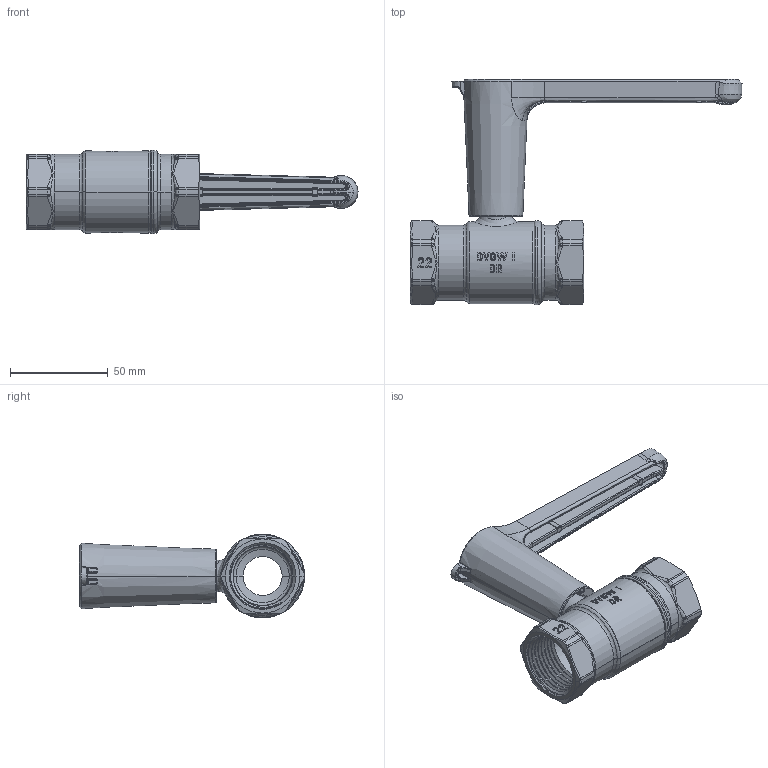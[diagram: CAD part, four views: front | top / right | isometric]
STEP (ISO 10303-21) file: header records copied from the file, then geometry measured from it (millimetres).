
FILE_DESCRIPTION((''),'2;1');
FILE_NAME('ASM0001_ASM','2020-02-19T12:13:42',('cylbar'),(''),'CREO PARAMETRIC BY PTC INC, 2019030','CREO PARAMETRIC BY PTC INC, 2019030','');
FILE_SCHEMA(('CONFIG_CONTROL_DESIGN'));
Length unit declared in the file: millimetre
Products named in the file (7): 0673-03-104; 0673-00-088; 0670-04-001-GEWINDE; 0700-03-015; 0670-04-031-GEWINDE; 0701-03-103; ASM0001_ASM
Assembly tree (7 placements, depth 2):
  ASM0001_ASM
    0673-03-104
    0673-00-088
    0670-04-001-GEWINDE
    0700-03-015  x2
    0670-04-031-GEWINDE
    0701-03-103
Bounding box: 169.98 x 115.3 x 43 mm (x, y, z)
Volume: 92379.4 mm3; surface area: 66977.3 mm2
Topology: 7 solids, 11 shells, 2261 faces, 5196 edges, 3023 vertices
Faces by surface type: cylinder 577, bspline 538, plane 457, torus 319, sphere 209, cone 159, extrusion 2
Entity records: 99073 total; most frequent: CARTESIAN_POINT 51487, ORIENTED_EDGE 10320, DIRECTION 9546, EDGE_CURVE 5170, AXIS2_PLACEMENT_3D 4022, VERTEX_POINT 3009, EDGE_LOOP 2341, CIRCLE 2295
